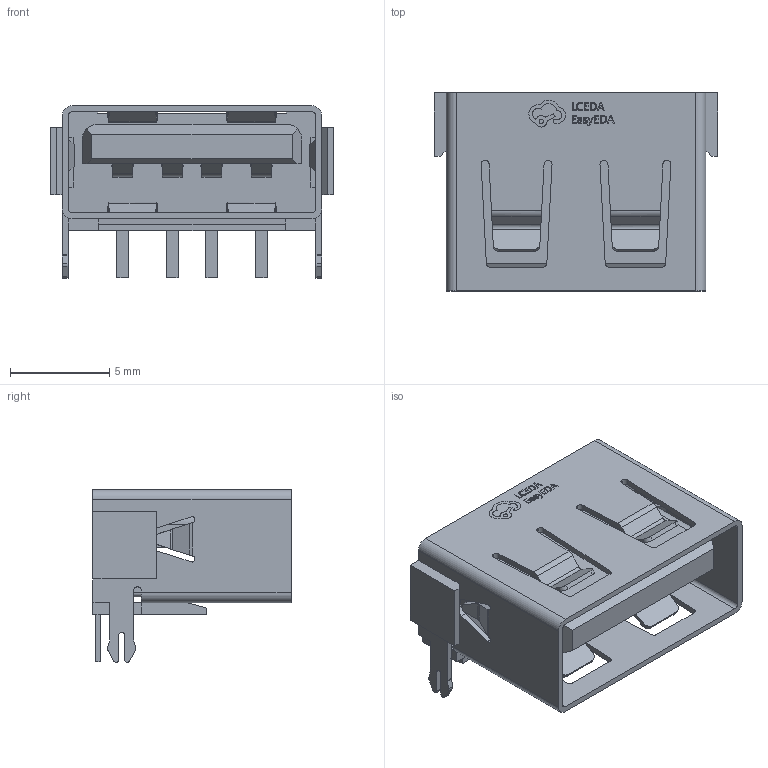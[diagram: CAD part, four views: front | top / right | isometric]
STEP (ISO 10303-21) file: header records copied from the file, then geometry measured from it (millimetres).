
FILE_DESCRIPTION (( 'STEP AP214' ), '1' );
FILE_NAME ('100.STEP', '2024-01-29T02:10:39', ( '' ), ( '' ), 'SwSTEP 2.0', 'SolidWorks 2022', '' );
FILE_SCHEMA (( 'AUTOMOTIVE_DESIGN' ));
Length unit declared in the file: millimetre
Products named in the file (6): USB-A-TH_AF-10.0-HC6.3^葩璃 USB1; 3D_PCB1_2024-01-29(2)^3D_PCB1_2024-01-29; 蚾饜极5^3D_PCB1_2024-01-29(2)_3D_PCB1_2024-01-29; 葩璃 USB1; 100; COMPOUND^USB-A-TH_AF-10.0-HC6.3_葩璃 USB1
Assembly tree (5 placements, depth 6):
  100
    3D_PCB1_2024-01-29(2)^3D_PCB1_2024-01-29
      蚾饜极5^3D_PCB1_2024-01-29(2)_3D_PCB1_2024-01-29
        葩璃 USB1
          USB-A-TH_AF-10.0-HC6.3^葩璃 USB1
            COMPOUND^USB-A-TH_AF-10.0-HC6.3_葩璃 USB1
Bounding box: 14.3 x 10 x 8.7 mm (x, y, z)
Volume: 449.2 mm3; surface area: 1434.8 mm2
Topology: 23 solids, 23 shells, 745 faces, 2094 edges, 1394 vertices
Faces by surface type: plane 495, cylinder 138, bspline 112
Entity records: 30135 total; most frequent: CARTESIAN_POINT 6577, ORIENTED_EDGE 4188, DIRECTION 3284, EDGE_CURVE 2094, LINE 1586, VECTOR 1586, VERTEX_POINT 1394, AXIS2_PLACEMENT_3D 849
